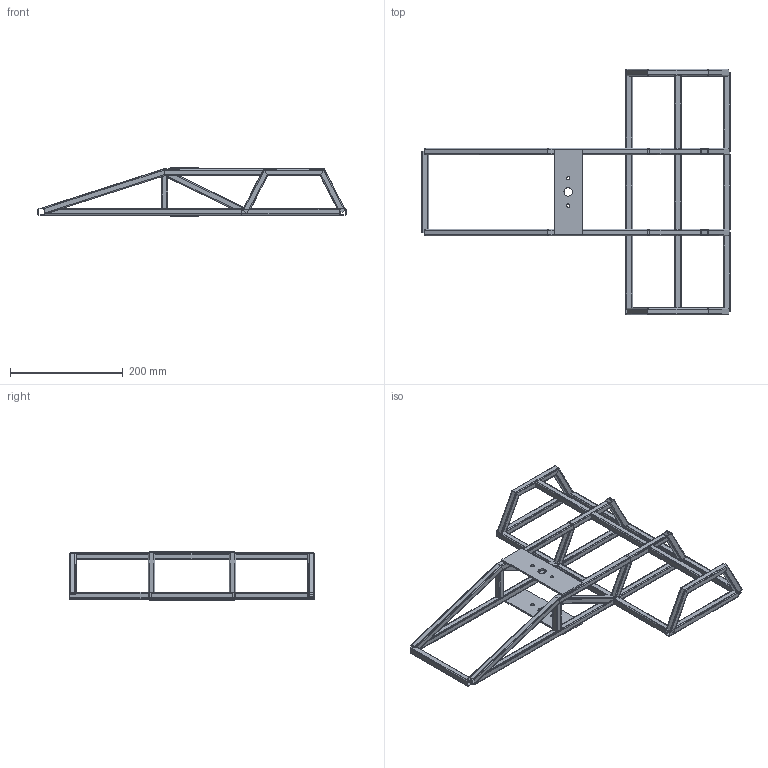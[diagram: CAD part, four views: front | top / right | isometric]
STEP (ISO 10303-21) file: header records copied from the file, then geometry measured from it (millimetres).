
FILE_DESCRIPTION (( 'STEP AP214' ), '1' );
FILE_NAME ('Chassis truss.STEP', '2024-01-18T05:15:05', ( '' ), ( '' ), 'SwSTEP 2.0', 'SolidWorks 2020', '' );
FILE_SCHEMA (( 'AUTOMOTIVE_DESIGN' ));
Length unit declared in the file: millimetre
Products named in the file (1): Chassis truss
Bounding box: 547.51 x 436 x 88 mm (x, y, z)
Volume: 245513 mm3; surface area: 438467.4 mm2
Topology: 36 solids, 36 shells, 678 faces, 1872 edges, 1248 vertices
Faces by surface type: plane 394, cylinder 284
Entity records: 21945 total; most frequent: CARTESIAN_POINT 4639, ORIENTED_EDGE 3744, DIRECTION 3250, EDGE_CURVE 1872, VECTOR 1292, LINE 1292, VERTEX_POINT 1248, AXIS2_PLACEMENT_3D 979
